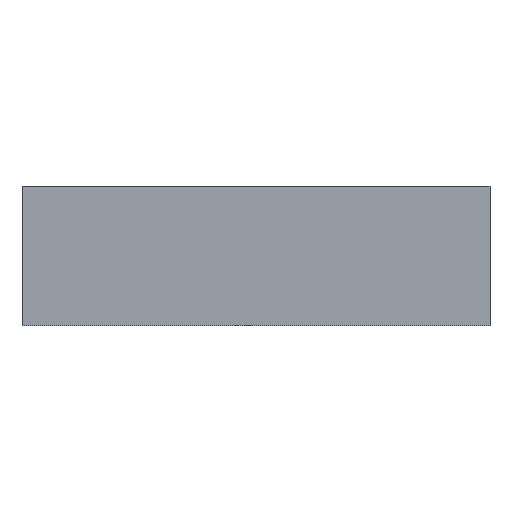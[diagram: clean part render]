
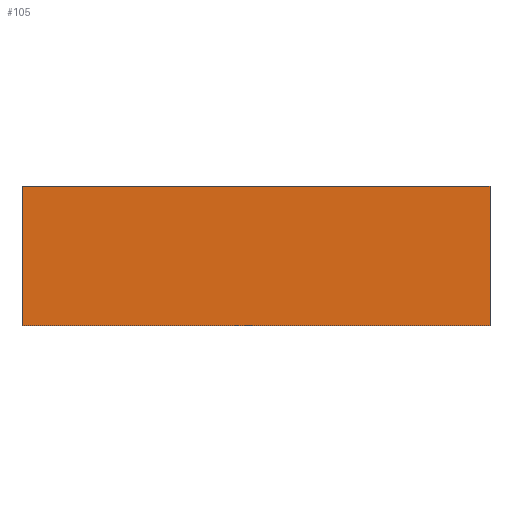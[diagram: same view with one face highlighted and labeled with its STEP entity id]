
A CAD part, top view. The second image highlights one B-rep face of the part: STEP entity #105.
In plain terms, the highlighted planar face has unit normal (0, 0, 1).
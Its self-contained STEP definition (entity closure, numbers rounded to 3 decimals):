
#19=FACE_OUTER_BOUND('',#25,.T.);
#25=EDGE_LOOP('',(#87,#88,#89,#90));
#29=LINE('',#167,#41);
#32=LINE('',#173,#44);
#35=LINE('',#179,#47);
#38=LINE('',#183,#50);
#41=VECTOR('',#139,10.);
#44=VECTOR('',#144,10.);
#47=VECTOR('',#149,10.);
#50=VECTOR('',#154,10.);
#53=VERTEX_POINT('',#164);
#54=VERTEX_POINT('',#166);
#56=VERTEX_POINT('',#172);
#58=VERTEX_POINT('',#178);
#61=EDGE_CURVE('',#54,#53,#29,.T.);
#64=EDGE_CURVE('',#56,#54,#32,.T.);
#67=EDGE_CURVE('',#58,#56,#35,.T.);
#70=EDGE_CURVE('',#53,#58,#38,.T.);
#87=ORIENTED_EDGE('',*,*,#70,.T.);
#88=ORIENTED_EDGE('',*,*,#67,.T.);
#89=ORIENTED_EDGE('',*,*,#64,.T.);
#90=ORIENTED_EDGE('',*,*,#61,.T.);
#99=PLANE('',#131);
#105=ADVANCED_FACE('',(#19),#99,.T.);
#131=AXIS2_PLACEMENT_3D('',#184,#155,#156);
#139=DIRECTION('',(-1.,0.,0.));
#144=DIRECTION('',(0.,1.,0.));
#149=DIRECTION('',(1.,0.,0.));
#154=DIRECTION('',(0.,-1.,0.));
#155=DIRECTION('center_axis',(0.,0.,1.));
#156=DIRECTION('ref_axis',(1.,0.,0.));
#164=CARTESIAN_POINT('',(0.013,5.687,0.1));
#166=CARTESIAN_POINT('',(19.037,5.687,0.1));
#167=CARTESIAN_POINT('',(19.037,5.687,0.1));
#172=CARTESIAN_POINT('',(19.037,0.018,0.1));
#173=CARTESIAN_POINT('',(19.037,0.018,0.1));
#178=CARTESIAN_POINT('',(0.013,0.018,0.1));
#179=CARTESIAN_POINT('',(0.013,0.018,0.1));
#183=CARTESIAN_POINT('',(0.013,5.687,0.1));
#184=CARTESIAN_POINT('Origin',(9.525,2.853,0.1));
